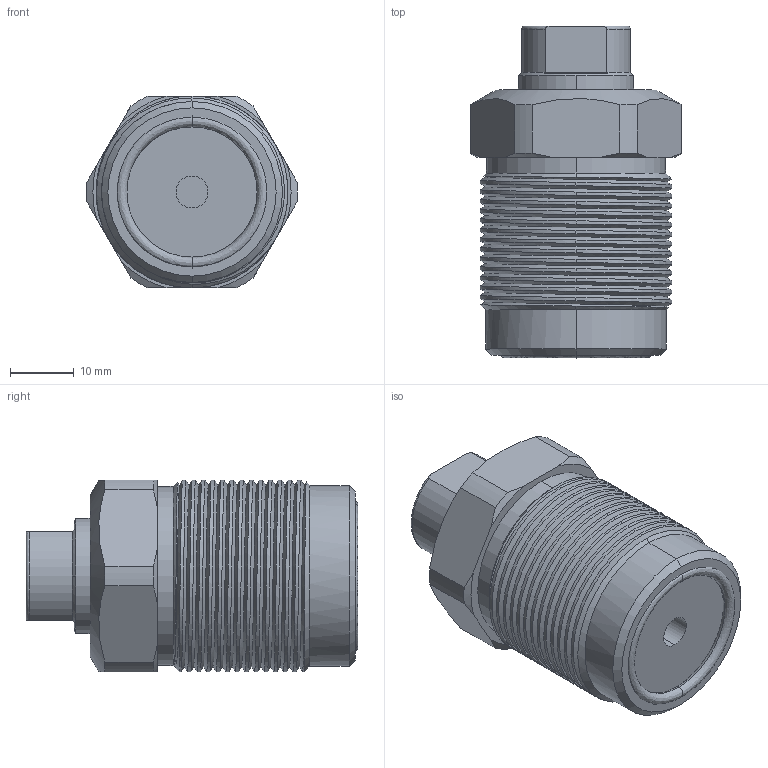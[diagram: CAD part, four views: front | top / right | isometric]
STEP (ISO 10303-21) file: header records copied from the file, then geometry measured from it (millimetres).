
FILE_DESCRIPTION (( 'STEP AP214' ), '1' );
FILE_NAME ('CTC-P030A-10.STEP', '2020-10-23T07:07:57', ( 'PC' ), ( '' ), 'SwSTEP 2.0', 'SolidWorks 2016', '' );
FILE_SCHEMA (( 'AUTOMOTIVE_DESIGN' ));
Length unit declared in the file: millimetre
Products named in the file (3): CTC-P030A-10BT; AS568-019; CTC-P030A-10
Assembly tree (2 placements, depth 2):
  CTC-P030A-10
    AS568-019
    CTC-P030A-10BT
Bounding box: 32.98 x 51.88 x 30 mm (x, y, z)
Volume: 29395.9 mm3; surface area: 7946.5 mm2
Topology: 2 solids, 2 shells, 94 faces, 243 edges, 155 vertices
Faces by surface type: cylinder 48, cone 19, plane 18, bspline 7, torus 2
Entity records: 5803 total; most frequent: CARTESIAN_POINT 3615, ORIENTED_EDGE 482, DIRECTION 401, EDGE_CURVE 241, AXIS2_PLACEMENT_3D 161, VERTEX_POINT 155, EDGE_LOOP 100, ADVANCED_FACE 94
